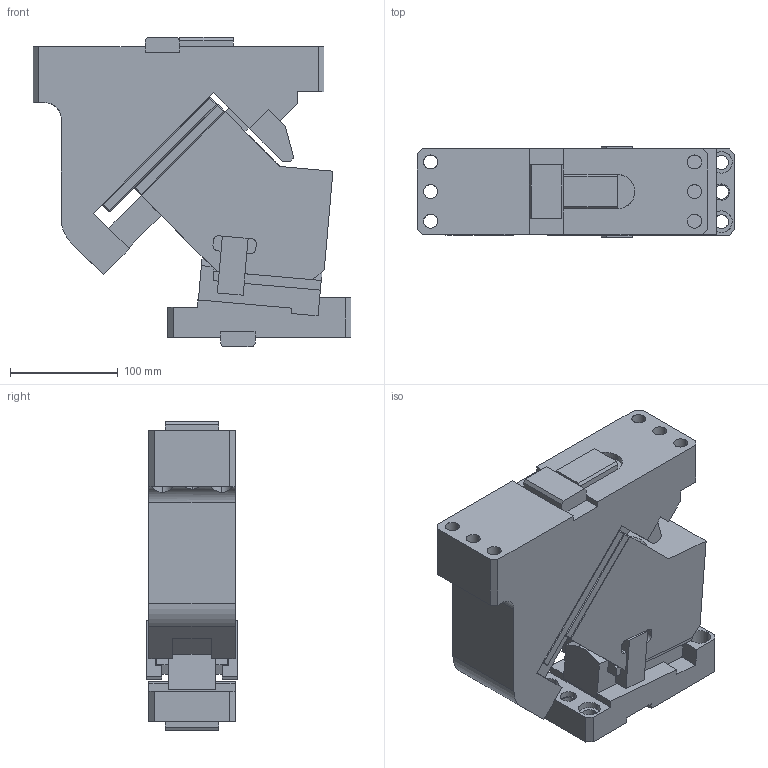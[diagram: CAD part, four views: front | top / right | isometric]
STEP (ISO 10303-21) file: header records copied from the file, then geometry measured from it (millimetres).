
FILE_DESCRIPTION(('CATIA V5 STEP Exchange'),'2;1');
FILE_NAME('CACG_80_05.stp','2015-04-22T07:38:51+00:00',('none'),('none'),'CATIA Version 5 Release 19 SP 2 (IN-10)','CATIA V5 STEP AP203','none');
FILE_SCHEMA(('CONFIG_CONTROL_DESIGN'));
Length unit declared in the file: millimetre
Products named in the file (1): CACG_80_05
Bounding box: 295 x 84 x 287 mm (x, y, z)
Volume: 4001706.5 mm3; surface area: 339642.6 mm2
Topology: 3 solids, 6 shells, 303 faces, 843 edges, 555 vertices
Faces by surface type: plane 221, cylinder 82
Entity records: 11067 total; most frequent: CARTESIAN_POINT 3672, ORIENTED_EDGE 1686, DIRECTION 1217, EDGE_CURVE 843, VECTOR 671, LINE 671, VERTEX_POINT 555, EDGE_LOOP 336
